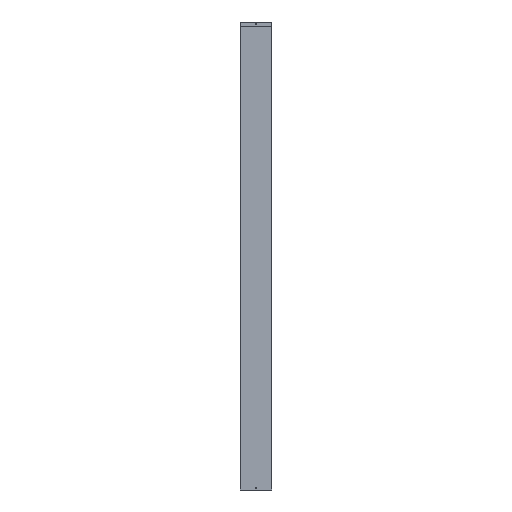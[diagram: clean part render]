
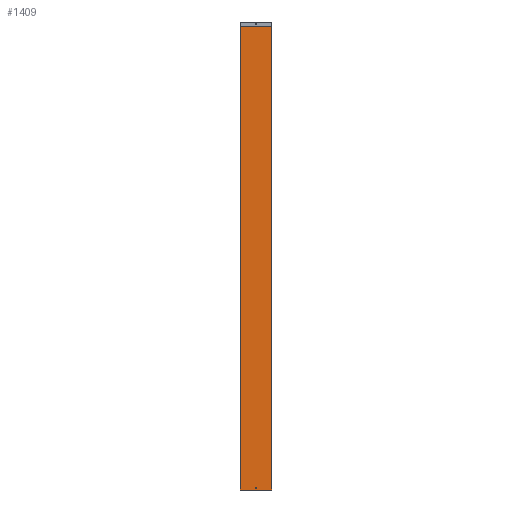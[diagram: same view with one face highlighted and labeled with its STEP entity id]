
A CAD part, front view. The second image highlights one B-rep face of the part: STEP entity #1409.
In plain terms, the highlighted planar face has unit normal (0, -1, 0).
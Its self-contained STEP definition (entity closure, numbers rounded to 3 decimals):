
#58 = AXIS2_PLACEMENT_3D ( 'NONE', #1723, #1729, #1730 ) ;
#93 = AXIS2_PLACEMENT_3D ( 'NONE', #564, #563, #1255 ) ;
#132 = EDGE_CURVE ( 'NONE', #229, #276, #1319, .T. ) ;
#133 = EDGE_CURVE ( 'NONE', #223, #266, #1315, .T. ) ;
#134 = EDGE_CURVE ( 'NONE', #1211, #1211, #1321, .T. ) ;
#139 = EDGE_CURVE ( 'NONE', #229, #223, #1329, .T. ) ;
#151 = EDGE_CURVE ( 'NONE', #276, #266, #1348, .T. ) ;
#223 = VERTEX_POINT ( 'NONE', #1616 ) ;
#229 = VERTEX_POINT ( 'NONE', #1621 ) ;
#266 = VERTEX_POINT ( 'NONE', #1658 ) ;
#276 = VERTEX_POINT ( 'NONE', #1668 ) ;
#549 = FACE_BOUND ( 'NONE', #965, .T. ) ;
#552 = FACE_OUTER_BOUND ( 'NONE', #966, .T. ) ;
#563 = DIRECTION ( 'NONE',  ( 0., -1., 0. ) ) ;
#564 = CARTESIAN_POINT ( 'NONE',  ( 0., 0., 15. ) ) ;
#572 = CARTESIAN_POINT ( 'NONE',  ( -100., 0., 0. ) ) ;
#573 = DIRECTION ( 'NONE',  ( 1., 0., 0. ) ) ;
#574 = DIRECTION ( 'NONE',  ( 1., 0., 0. ) ) ;
#576 = CARTESIAN_POINT ( 'NONE',  ( -100., 0., 2968. ) ) ;
#639 = CARTESIAN_POINT ( 'NONE',  ( 0., 0., 18.5 ) ) ;
#965 = EDGE_LOOP ( 'NONE', ( #1103 ) ) ;
#966 = EDGE_LOOP ( 'NONE', ( #1104, #1105, #1106, #1107 ) ) ;
#1103 = ORIENTED_EDGE ( 'NONE', *, *, #134, .F. ) ;
#1104 = ORIENTED_EDGE ( 'NONE', *, *, #151, .F. ) ;
#1105 = ORIENTED_EDGE ( 'NONE', *, *, #132, .F. ) ;
#1106 = ORIENTED_EDGE ( 'NONE', *, *, #139, .T. ) ;
#1107 = ORIENTED_EDGE ( 'NONE', *, *, #133, .T. ) ;
#1211 = VERTEX_POINT ( 'NONE', #639 ) ;
#1255 = DIRECTION ( 'NONE',  ( 0., 0., 1. ) ) ;
#1315 = LINE ( 'NONE', #572, #1324 ) ;
#1319 = LINE ( 'NONE', #576, #1322 ) ;
#1321 = CIRCLE ( 'NONE', #93, 3.5 ) ;
#1322 = VECTOR ( 'NONE', #574, 1000. ) ;
#1324 = VECTOR ( 'NONE', #573, 1000. ) ;
#1329 = LINE ( 'NONE', #1579, #1334 ) ;
#1334 = VECTOR ( 'NONE', #1585, 1000. ) ;
#1348 = LINE ( 'NONE', #1607, #1351 ) ;
#1351 = VECTOR ( 'NONE', #1608, 1000. ) ;
#1409 = ADVANCED_FACE ( 'NONE', ( #549, #552 ), #1722, .F. ) ;
#1579 = CARTESIAN_POINT ( 'NONE',  ( -100., 0., 2969. ) ) ;
#1585 = DIRECTION ( 'NONE',  ( 0., 0., -1. ) ) ;
#1607 = CARTESIAN_POINT ( 'NONE',  ( 100., 0., 2969. ) ) ;
#1608 = DIRECTION ( 'NONE',  ( 0., 0., -1. ) ) ;
#1616 = CARTESIAN_POINT ( 'NONE',  ( -100., 0., 0. ) ) ;
#1621 = CARTESIAN_POINT ( 'NONE',  ( -100., 0., 2968. ) ) ;
#1658 = CARTESIAN_POINT ( 'NONE',  ( 100., 0., 0. ) ) ;
#1668 = CARTESIAN_POINT ( 'NONE',  ( 100., 0., 2968. ) ) ;
#1722 = PLANE ( 'NONE',  #58 ) ;
#1723 = CARTESIAN_POINT ( 'NONE',  ( -100., 0., 2969. ) ) ;
#1729 = DIRECTION ( 'NONE',  ( 0., 1., 0. ) ) ;
#1730 = DIRECTION ( 'NONE',  ( 0., 0., 1. ) ) ;
